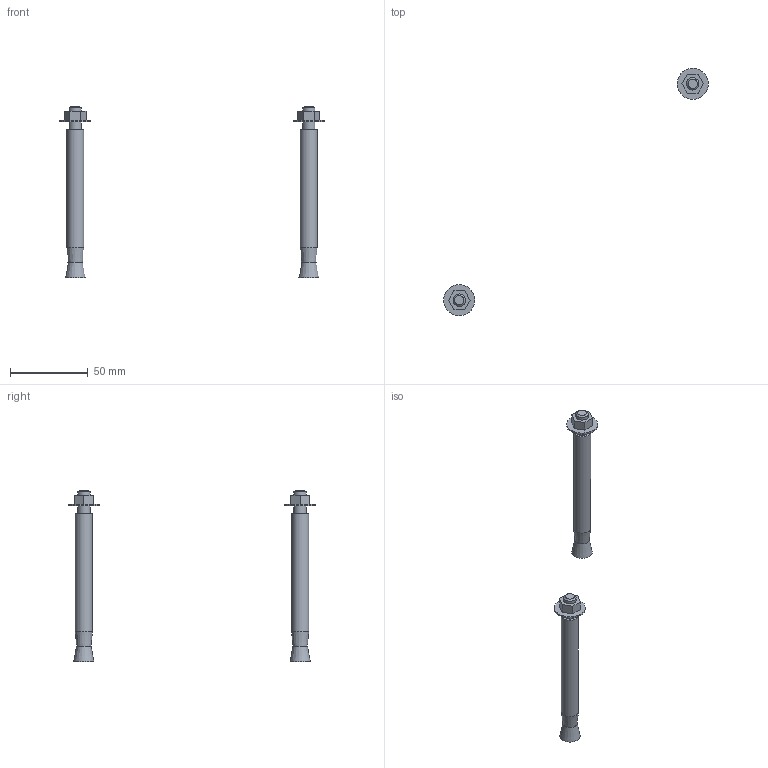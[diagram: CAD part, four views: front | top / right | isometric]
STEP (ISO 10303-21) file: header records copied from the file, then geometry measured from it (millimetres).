
FILE_DESCRIPTION(/* description */ ('Schwerlastdübel ZA B12-50 M8'),/* implementation_level */ '2;1');
FILE_NAME(/* name */ 'SZ1750V-A.stp',/* time_stamp */ '2015-11-18T15:57:25+01:00',/* author */ ('marina kaa'),/* organization */ (''),/* preprocessor_version */ 'ST-DEVELOPER v15.6',/* originating_system */ 'Autodesk Inventor 2015',/* authorisation */ '');
FILE_SCHEMA (('AUTOMOTIVE_DESIGN { 1 0 10303 214 3 1 1 }'));
Length unit declared in the file: millimetre
Products named in the file (2): #495; SZ1750V-A
Bounding box: 170 x 159 x 110 mm (x, y, z)
Volume: 20782.4 mm3; surface area: 9047.4 mm2
Topology: 2 solids, 2 shells, 38 faces, 76 edges, 50 vertices
Faces by surface type: plane 24, cylinder 8, cone 6
Full cylindrical faces by diameter (mm): 8 x4, 11 x2, 20 x2
Entity records: 494 total; most frequent: DIRECTION 86, CARTESIAN_POINT 75, ORIENTED_EDGE 58, AXIS2_PLACEMENT_3D 34, EDGE_LOOP 30, EDGE_CURVE 29, VERTEX_POINT 23, FACE_OUTER_BOUND 19
